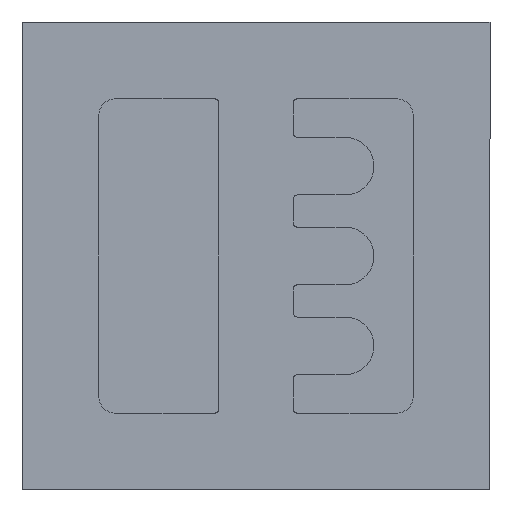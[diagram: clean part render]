
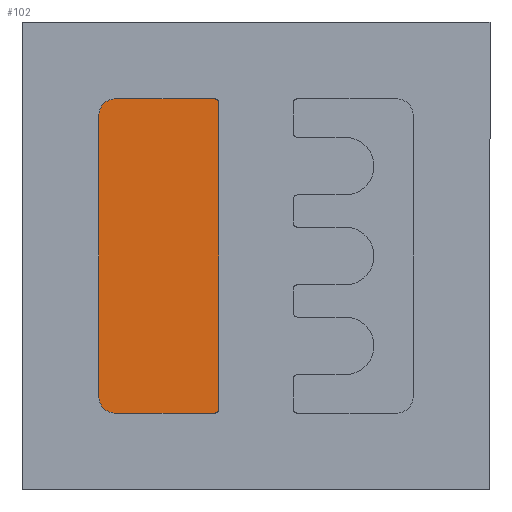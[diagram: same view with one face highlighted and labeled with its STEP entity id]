
A CAD part, front view. The second image highlights one B-rep face of the part: STEP entity #102.
In plain terms, the highlighted planar face has unit normal (0, -1, 0).
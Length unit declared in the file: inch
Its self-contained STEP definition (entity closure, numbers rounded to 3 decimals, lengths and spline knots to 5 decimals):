
#19 = ORIENTED_EDGE ( 'NONE', *, *, #407, .T. ) ;
#32 = CIRCLE ( 'NONE', #173, 0.00043 ) ;
#55 = ORIENTED_EDGE ( 'NONE', *, *, #1676, .T. ) ;
#79 = LINE ( 'NONE', #613, #969 ) ;
#102 = ADVANCED_FACE ( 'NONE', ( #1006 ), #1394, .T. ) ;
#161 = DIRECTION ( 'NONE',  ( 0., 0., -1. ) ) ;
#173 = AXIS2_PLACEMENT_3D ( 'NONE', #1488, #287, #1341 ) ;
#183 = EDGE_CURVE ( 'NONE', #1018, #1342, #509, .T. ) ;
#205 = DIRECTION ( 'NONE',  ( 0., 0., -1. ) ) ;
#224 = VECTOR ( 'NONE', #161, 39.37008 ) ;
#242 = VERTEX_POINT ( 'NONE', #644 ) ;
#251 = VERTEX_POINT ( 'NONE', #1327 ) ;
#268 = CIRCLE ( 'NONE', #480, 0.00177 ) ;
#277 = DIRECTION ( 'NONE',  ( 0., 0., -1. ) ) ;
#287 = DIRECTION ( 'NONE',  ( 0., -1., 0. ) ) ;
#305 = ORIENTED_EDGE ( 'NONE', *, *, #725, .T. ) ;
#314 = AXIS2_PLACEMENT_3D ( 'NONE', #1337, #1485, #277 ) ;
#324 = EDGE_CURVE ( 'NONE', #242, #251, #397, .T. ) ;
#355 = CARTESIAN_POINT ( 'NONE',  ( -0.00437, -0.00004, -0.01654 ) ) ;
#375 = VECTOR ( 'NONE', #900, 39.37008 ) ;
#397 = LINE ( 'NONE', #1374, #224 ) ;
#407 = EDGE_CURVE ( 'NONE', #1632, #1376, #470, .T. ) ;
#470 = CIRCLE ( 'NONE', #314, 0.00043 ) ;
#473 = DIRECTION ( 'NONE',  ( 0., -1., 0. ) ) ;
#480 = AXIS2_PLACEMENT_3D ( 'NONE', #1325, #492, #1577 ) ;
#492 = DIRECTION ( 'NONE',  ( 0., -1., 0. ) ) ;
#509 = LINE ( 'NONE', #1701, #710 ) ;
#518 = CARTESIAN_POINT ( 'NONE',  ( -0.00437, -0.00004, 0.01654 ) ) ;
#602 = DIRECTION ( 'NONE',  ( 0., 0., -1. ) ) ;
#613 = CARTESIAN_POINT ( 'NONE',  ( -0.01654, -0.00004, 0.01654 ) ) ;
#644 = CARTESIAN_POINT ( 'NONE',  ( -0.01654, -0.00004, 0.01476 ) ) ;
#670 = LINE ( 'NONE', #1569, #375 ) ;
#710 = VECTOR ( 'NONE', #1447, 39.37008 ) ;
#722 = CIRCLE ( 'NONE', #1422, 0.00177 ) ;
#725 = EDGE_CURVE ( 'NONE', #1376, #963, #79, .T. ) ;
#751 = VERTEX_POINT ( 'NONE', #1610 ) ;
#764 = EDGE_CURVE ( 'NONE', #1342, #751, #32, .T. ) ;
#874 = CARTESIAN_POINT ( 'NONE',  ( -0.01476, -0.00004, -0.01654 ) ) ;
#900 = DIRECTION ( 'NONE',  ( 0., 0., 1. ) ) ;
#963 = VERTEX_POINT ( 'NONE', #1558 ) ;
#969 = VECTOR ( 'NONE', #1433, 39.37008 ) ;
#1006 = FACE_OUTER_BOUND ( 'NONE', #1252, .T. ) ;
#1018 = VERTEX_POINT ( 'NONE', #874 ) ;
#1245 = ORIENTED_EDGE ( 'NONE', *, *, #183, .T. ) ;
#1252 = EDGE_LOOP ( 'NONE', ( #1245, #1454, #1446, #19, #305, #1430, #1700, #55 ) ) ;
#1277 = CARTESIAN_POINT ( 'NONE',  ( -0.02461, -0.00004, 0.02461 ) ) ;
#1325 = CARTESIAN_POINT ( 'NONE',  ( -0.01476, -0.00004, 0.01476 ) ) ;
#1327 = CARTESIAN_POINT ( 'NONE',  ( -0.01654, -0.00004, -0.01476 ) ) ;
#1337 = CARTESIAN_POINT ( 'NONE',  ( -0.00437, -0.00004, 0.0161 ) ) ;
#1341 = DIRECTION ( 'NONE',  ( 0., 0., -1. ) ) ;
#1342 = VERTEX_POINT ( 'NONE', #355 ) ;
#1372 = EDGE_CURVE ( 'NONE', #963, #242, #268, .T. ) ;
#1374 = CARTESIAN_POINT ( 'NONE',  ( -0.01654, -0.00004, 0.01654 ) ) ;
#1376 = VERTEX_POINT ( 'NONE', #518 ) ;
#1384 = EDGE_CURVE ( 'NONE', #751, #1632, #670, .T. ) ;
#1394 = PLANE ( 'NONE',  #1554 ) ;
#1420 = CARTESIAN_POINT ( 'NONE',  ( -0.00394, -0.00004, 0.0161 ) ) ;
#1422 = AXIS2_PLACEMENT_3D ( 'NONE', #1663, #473, #602 ) ;
#1430 = ORIENTED_EDGE ( 'NONE', *, *, #1372, .T. ) ;
#1433 = DIRECTION ( 'NONE',  ( -1., 0., 0. ) ) ;
#1446 = ORIENTED_EDGE ( 'NONE', *, *, #1384, .T. ) ;
#1447 = DIRECTION ( 'NONE',  ( 1., 0., 0. ) ) ;
#1454 = ORIENTED_EDGE ( 'NONE', *, *, #764, .T. ) ;
#1485 = DIRECTION ( 'NONE',  ( 0., -1., 0. ) ) ;
#1488 = CARTESIAN_POINT ( 'NONE',  ( -0.00437, -0.00004, -0.0161 ) ) ;
#1533 = DIRECTION ( 'NONE',  ( 0., -1., 0. ) ) ;
#1554 = AXIS2_PLACEMENT_3D ( 'NONE', #1277, #1533, #205 ) ;
#1558 = CARTESIAN_POINT ( 'NONE',  ( -0.01476, -0.00004, 0.01654 ) ) ;
#1569 = CARTESIAN_POINT ( 'NONE',  ( -0.00394, -0.00004, 0.01654 ) ) ;
#1577 = DIRECTION ( 'NONE',  ( 0., 0., -1. ) ) ;
#1610 = CARTESIAN_POINT ( 'NONE',  ( -0.00394, -0.00004, -0.0161 ) ) ;
#1632 = VERTEX_POINT ( 'NONE', #1420 ) ;
#1663 = CARTESIAN_POINT ( 'NONE',  ( -0.01476, -0.00004, -0.01476 ) ) ;
#1676 = EDGE_CURVE ( 'NONE', #251, #1018, #722, .T. ) ;
#1700 = ORIENTED_EDGE ( 'NONE', *, *, #324, .T. ) ;
#1701 = CARTESIAN_POINT ( 'NONE',  ( -0.01654, -0.00004, -0.01654 ) ) ;
